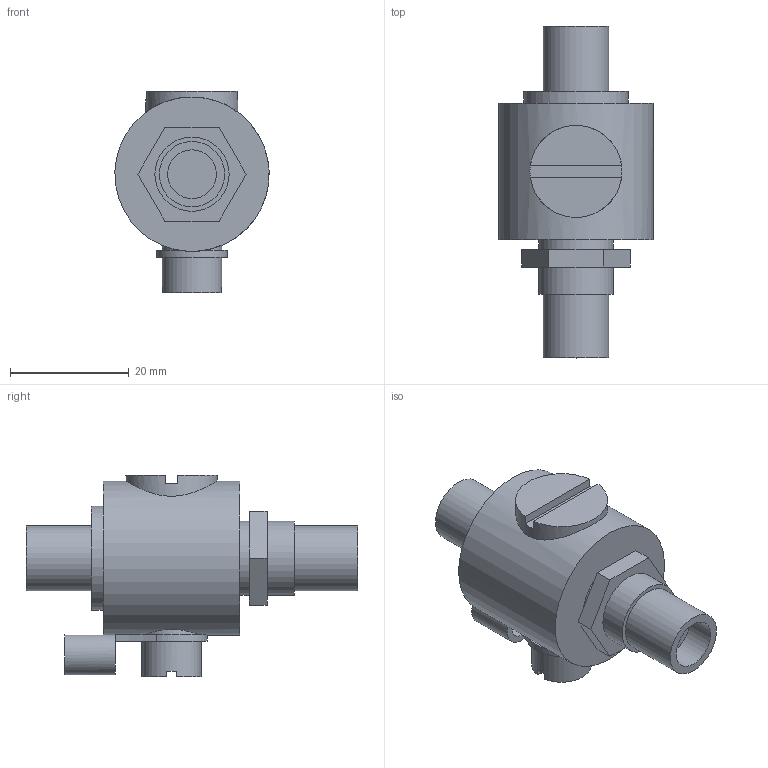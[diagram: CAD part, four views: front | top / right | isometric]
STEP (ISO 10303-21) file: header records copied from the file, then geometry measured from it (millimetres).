
FILE_DESCRIPTION(('FreeCAD Model'),'2;1');
FILE_NAME('Open CASCADE Shape Model','2022-11-21T17:23:02',('Author'),( ''),'Open CASCADE STEP processor 7.5','FreeCAD','Unknown');
FILE_SCHEMA(('AUTOMOTIVE_DESIGN { 1 0 10303 214 1 1 1 1 }'));
Length unit declared in the file: millimetre
Products named in the file (1): Blitzschutz_Teil_KO
Bounding box: 25.99 x 55.9 x 34 mm (x, y, z)
Volume: 16687.7 mm3; surface area: 5471.3 mm2
Topology: 1 solids, 1 shells, 50 faces, 115 edges, 76 vertices
Faces by surface type: plane 33, cylinder 17
Full cylindrical faces by diameter (mm): 4.543 x1, 6.8 x1, 8.2 x1, 8.3 x1, 10 x1, 11 x2, 12.5 x2, 15.5 x1, 17.52 x1, 26 x1
Entity records: 3838 total; most frequent: CARTESIAN_POINT 1449, DIRECTION 455, ORIENTED_EDGE 230, PCURVE 230, DEFINITIONAL_REPRESENTATION 230, LINE 222, VECTOR 222, EDGE_CURVE 115
